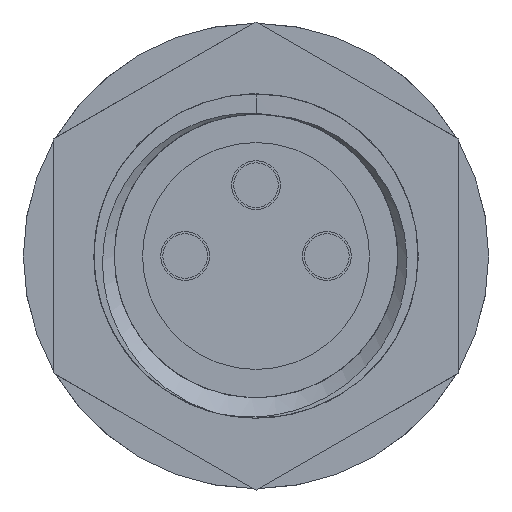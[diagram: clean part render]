
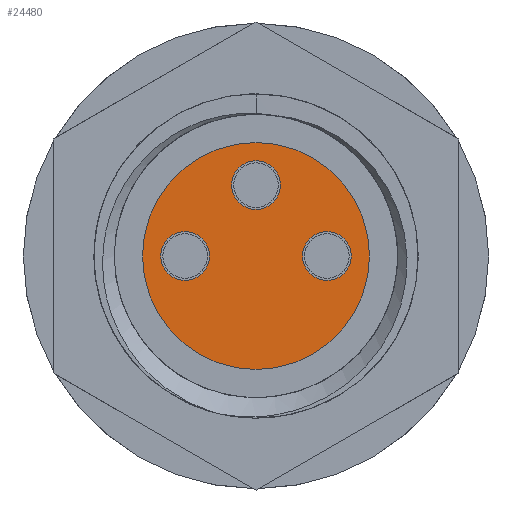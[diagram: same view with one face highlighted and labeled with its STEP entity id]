
A CAD part, front view. The second image highlights one B-rep face of the part: STEP entity #24480.
In plain terms, the highlighted planar face has unit normal (0, -1, 0).
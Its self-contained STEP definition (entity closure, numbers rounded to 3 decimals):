
#126 = CARTESIAN_POINT ( 'NONE',  ( 0., -32.7, 0. ) ) ;
#163 = CIRCLE ( 'NONE', #6912, 2.8 ) ;
#880 = CARTESIAN_POINT ( 'NONE',  ( 0., -32.7, 1.75 ) ) ;
#913 = VERTEX_POINT ( 'NONE', #10032 ) ;
#1173 = DIRECTION ( 'NONE',  ( 0., 1., 0. ) ) ;
#1313 = CARTESIAN_POINT ( 'NONE',  ( 0., -32.7, -2.8 ) ) ;
#1383 = CARTESIAN_POINT ( 'NONE',  ( -1.75, -32.7, -0.6 ) ) ;
#1703 = VERTEX_POINT ( 'NONE', #25625 ) ;
#1853 = EDGE_CURVE ( 'NONE', #913, #1703, #16350, .T. ) ;
#2003 = CARTESIAN_POINT ( 'NONE',  ( 1.75, -32.7, 0. ) ) ;
#2438 = DIRECTION ( 'NONE',  ( 0., 0., 1. ) ) ;
#3179 = DIRECTION ( 'NONE',  ( 0., 0., -1. ) ) ;
#3400 = VERTEX_POINT ( 'NONE', #17260 ) ;
#3481 = VERTEX_POINT ( 'NONE', #16789 ) ;
#3507 = DIRECTION ( 'NONE',  ( 0., 1., 0. ) ) ;
#4156 = VERTEX_POINT ( 'NONE', #28596 ) ;
#4282 = DIRECTION ( 'NONE',  ( 0., 0., -1. ) ) ;
#6123 = ORIENTED_EDGE ( 'NONE', *, *, #16329, .T. ) ;
#6165 = AXIS2_PLACEMENT_3D ( 'NONE', #21575, #7699, #23899 ) ;
#6436 = EDGE_CURVE ( 'NONE', #4156, #3481, #8965, .T. ) ;
#6524 = VERTEX_POINT ( 'NONE', #1383 ) ;
#6912 = AXIS2_PLACEMENT_3D ( 'NONE', #126, #16155, #2438 ) ;
#7292 = ORIENTED_EDGE ( 'NONE', *, *, #16021, .F. ) ;
#7542 = AXIS2_PLACEMENT_3D ( 'NONE', #880, #16906, #3179 ) ;
#7690 = ORIENTED_EDGE ( 'NONE', *, *, #14492, .T. ) ;
#7699 = DIRECTION ( 'NONE',  ( 0., 1., 0. ) ) ;
#7732 = CARTESIAN_POINT ( 'NONE',  ( -1.75, -32.7, 0. ) ) ;
#7786 = CARTESIAN_POINT ( 'NONE',  ( 0., -32.7, 0. ) ) ;
#8476 = CIRCLE ( 'NONE', #13879, 0.6 ) ;
#8927 = EDGE_CURVE ( 'NONE', #19904, #20938, #163, .T. ) ;
#8965 = CIRCLE ( 'NONE', #26800, 0.6 ) ;
#10032 = CARTESIAN_POINT ( 'NONE',  ( 1.75, -32.7, -0.6 ) ) ;
#10072 = DIRECTION ( 'NONE',  ( 0., 0., -1. ) ) ;
#10827 = AXIS2_PLACEMENT_3D ( 'NONE', #2003, #18021, #4282 ) ;
#13879 = AXIS2_PLACEMENT_3D ( 'NONE', #17243, #3507, #19556 ) ;
#14492 = EDGE_CURVE ( 'NONE', #6524, #3400, #28820, .T. ) ;
#14503 = AXIS2_PLACEMENT_3D ( 'NONE', #24354, #24418, #22660 ) ;
#14818 = DIRECTION ( 'NONE',  ( 0., 0., -1. ) ) ;
#14889 = CARTESIAN_POINT ( 'NONE',  ( 0., -32.7, 1.75 ) ) ;
#15201 = ORIENTED_EDGE ( 'NONE', *, *, #1853, .T. ) ;
#16021 = EDGE_CURVE ( 'NONE', #20938, #19904, #17676, .T. ) ;
#16155 = DIRECTION ( 'NONE',  ( 0., 1., 0. ) ) ;
#16329 = EDGE_CURVE ( 'NONE', #3400, #6524, #8476, .T. ) ;
#16350 = CIRCLE ( 'NONE', #14503, 0.6 ) ;
#16789 = CARTESIAN_POINT ( 'NONE',  ( 0., -32.7, 1.15 ) ) ;
#16906 = DIRECTION ( 'NONE',  ( 0., 1., 0. ) ) ;
#17198 = DIRECTION ( 'NONE',  ( 0., 0., -1. ) ) ;
#17243 = CARTESIAN_POINT ( 'NONE',  ( -1.75, -32.7, 0. ) ) ;
#17260 = CARTESIAN_POINT ( 'NONE',  ( -1.75, -32.7, 0.6 ) ) ;
#17676 = CIRCLE ( 'NONE', #6165, 2.8 ) ;
#18021 = DIRECTION ( 'NONE',  ( 0., 1., 0. ) ) ;
#18281 = EDGE_LOOP ( 'NONE', ( #7690, #6123 ) ) ;
#18950 = EDGE_LOOP ( 'NONE', ( #25557, #7292 ) ) ;
#19012 = EDGE_LOOP ( 'NONE', ( #22607, #22752 ) ) ;
#19104 = EDGE_LOOP ( 'NONE', ( #15201, #24581 ) ) ;
#19556 = DIRECTION ( 'NONE',  ( 0., 0., -1. ) ) ;
#19904 = VERTEX_POINT ( 'NONE', #20489 ) ;
#20489 = CARTESIAN_POINT ( 'NONE',  ( 0., -32.7, 2.8 ) ) ;
#20938 = VERTEX_POINT ( 'NONE', #1313 ) ;
#21575 = CARTESIAN_POINT ( 'NONE',  ( 0., -32.7, 0. ) ) ;
#22238 = AXIS2_PLACEMENT_3D ( 'NONE', #7786, #28624, #14818 ) ;
#22607 = ORIENTED_EDGE ( 'NONE', *, *, #29622, .T. ) ;
#22660 = DIRECTION ( 'NONE',  ( 0., 0., -1. ) ) ;
#22752 = ORIENTED_EDGE ( 'NONE', *, *, #6436, .T. ) ;
#23899 = DIRECTION ( 'NONE',  ( 0., 0., 1. ) ) ;
#23933 = DIRECTION ( 'NONE',  ( 0., 1., 0. ) ) ;
#24354 = CARTESIAN_POINT ( 'NONE',  ( 1.75, -32.7, 0. ) ) ;
#24418 = DIRECTION ( 'NONE',  ( 0., 1., 0. ) ) ;
#24480 = ADVANCED_FACE ( 'NONE', ( #24870, #25180, #24846, #25135 ), #26282, .T. ) ;
#24581 = ORIENTED_EDGE ( 'NONE', *, *, #25017, .T. ) ;
#24846 = FACE_BOUND ( 'NONE', #19104, .T. ) ;
#24870 = FACE_OUTER_BOUND ( 'NONE', #18950, .T. ) ;
#25017 = EDGE_CURVE ( 'NONE', #1703, #913, #26275, .T. ) ;
#25135 = FACE_BOUND ( 'NONE', #19012, .T. ) ;
#25180 = FACE_BOUND ( 'NONE', #18281, .T. ) ;
#25557 = ORIENTED_EDGE ( 'NONE', *, *, #8927, .F. ) ;
#25625 = CARTESIAN_POINT ( 'NONE',  ( 1.75, -32.7, 0.6 ) ) ;
#26275 = CIRCLE ( 'NONE', #10827, 0.6 ) ;
#26282 = PLANE ( 'NONE',  #22238 ) ;
#26800 = AXIS2_PLACEMENT_3D ( 'NONE', #14889, #1173, #17198 ) ;
#27585 = CIRCLE ( 'NONE', #7542, 0.6 ) ;
#27964 = AXIS2_PLACEMENT_3D ( 'NONE', #7732, #23933, #10072 ) ;
#28596 = CARTESIAN_POINT ( 'NONE',  ( 0., -32.7, 2.35 ) ) ;
#28624 = DIRECTION ( 'NONE',  ( 0., -1., 0. ) ) ;
#28820 = CIRCLE ( 'NONE', #27964, 0.6 ) ;
#29622 = EDGE_CURVE ( 'NONE', #3481, #4156, #27585, .T. ) ;
